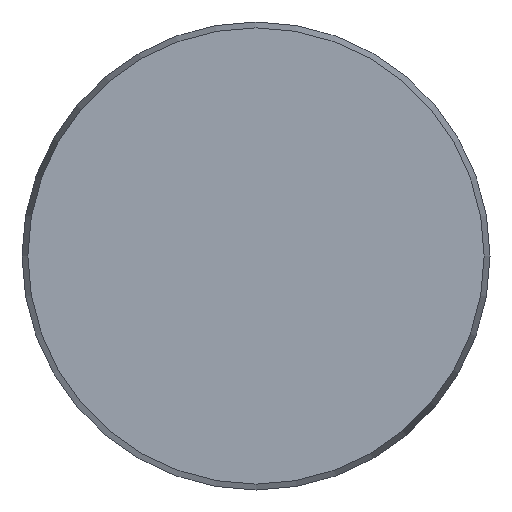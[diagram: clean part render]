
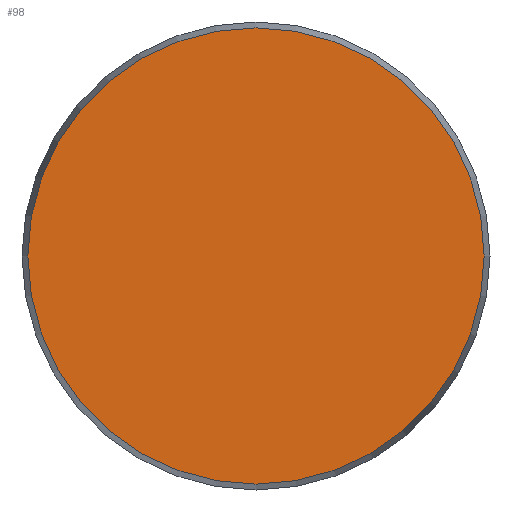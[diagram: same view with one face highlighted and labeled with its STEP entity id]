
A CAD part, front view. The second image highlights one B-rep face of the part: STEP entity #98.
In plain terms, the highlighted planar face has unit normal (0, -1, 0).
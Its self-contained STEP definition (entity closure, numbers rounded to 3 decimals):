
#98 = ADVANCED_FACE( '', ( #240 ), #241, .F. );
#240 = FACE_OUTER_BOUND( '', #469, .T. );
#241 = PLANE( '', #470 );
#469 = EDGE_LOOP( '', ( #724 ) );
#470 = AXIS2_PLACEMENT_3D( '', #725, #726, #727 );
#724 = ORIENTED_EDGE( '', *, *, #1155, .T. );
#725 = CARTESIAN_POINT( '', ( 58.5, 0., 0. ) );
#726 = DIRECTION( '', ( 0., 1., 0. ) );
#727 = DIRECTION( '', ( 0., 0., 1. ) );
#1155 = EDGE_CURVE( '', #1350, #1350, #1351, .T. );
#1350 = VERTEX_POINT( '', #1664 );
#1351 = CIRCLE( '', #1665, 58.5 );
#1664 = CARTESIAN_POINT( '', ( 0., 0., -58.5 ) );
#1665 = AXIS2_PLACEMENT_3D( '', #2160, #2161, #2162 );
#2160 = CARTESIAN_POINT( '', ( 0., 0., 0. ) );
#2161 = DIRECTION( '', ( 0., -1., 0. ) );
#2162 = DIRECTION( '', ( 0., 0., -1. ) );
